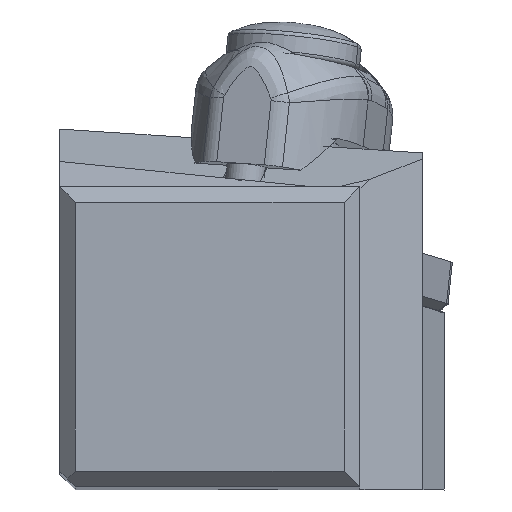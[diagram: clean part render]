
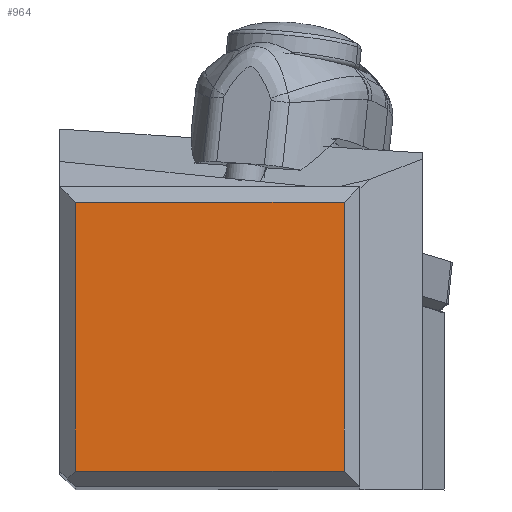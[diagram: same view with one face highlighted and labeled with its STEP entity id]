
A CAD part, top view. The second image highlights one B-rep face of the part: STEP entity #964.
In plain terms, the highlighted planar face has unit normal (0, 0, 1).
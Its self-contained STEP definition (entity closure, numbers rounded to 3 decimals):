
#715=FACE_OUTER_BOUND('',#1329,.T.);
#964=ADVANCED_FACE('',(#715),#1212,.T.);
#1212=PLANE('',#4648);
#1329=EDGE_LOOP('',(#1726,#1727,#1728,#1729));
#1726=ORIENTED_EDGE('',*,*,#3420,.F.);
#1727=ORIENTED_EDGE('',*,*,#3423,.T.);
#1728=ORIENTED_EDGE('',*,*,#3343,.F.);
#1729=ORIENTED_EDGE('',*,*,#3422,.F.);
#2915=VERTEX_POINT('',#6175);
#2916=VERTEX_POINT('',#6177);
#2966=VERTEX_POINT('',#6377);
#2967=VERTEX_POINT('',#6379);
#3343=EDGE_CURVE('',#2915,#2916,#4010,.T.);
#3420=EDGE_CURVE('',#2966,#2967,#4068,.T.);
#3422=EDGE_CURVE('',#2967,#2915,#4070,.T.);
#3423=EDGE_CURVE('',#2966,#2916,#4071,.T.);
#4010=LINE('',#6176,#4239);
#4068=LINE('',#6378,#4297);
#4070=LINE('',#6382,#4299);
#4071=LINE('',#6384,#4300);
#4239=VECTOR('',#5078,1.);
#4297=VECTOR('',#5224,1.);
#4299=VECTOR('',#5228,1.);
#4300=VECTOR('',#5231,1.);
#4648=AXIS2_PLACEMENT_3D('',#6385,#5232,#5233);
#5078=DIRECTION('',(-1.,0.,0.));
#5224=DIRECTION('',(1.,0.,0.));
#5228=DIRECTION('',(0.,-1.,0.));
#5231=DIRECTION('',(0.,-1.,0.));
#5232=DIRECTION('',(0.,0.,1.));
#5233=DIRECTION('',(1.,0.,0.));
#6175=CARTESIAN_POINT('',(18.05,1.,0.));
#6176=CARTESIAN_POINT('',(18.05,1.,0.));
#6177=CARTESIAN_POINT('',(1.,1.,0.));
#6377=CARTESIAN_POINT('',(1.,18.05,0.));
#6378=CARTESIAN_POINT('',(1.,18.05,0.));
#6379=CARTESIAN_POINT('',(18.05,18.05,0.));
#6382=CARTESIAN_POINT('',(18.05,18.05,0.));
#6384=CARTESIAN_POINT('',(1.,18.05,0.));
#6385=CARTESIAN_POINT('',(9.525,9.525,0.));
